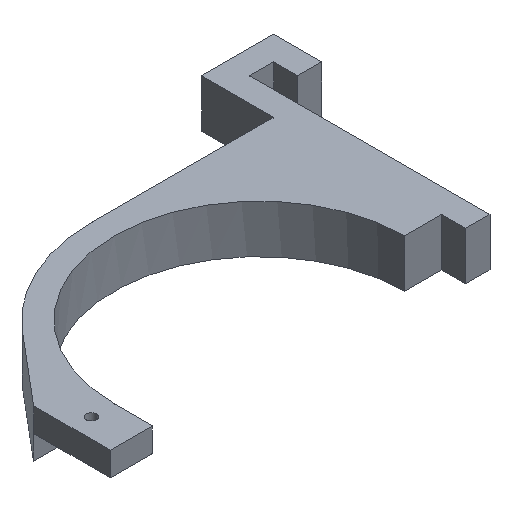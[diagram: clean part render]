
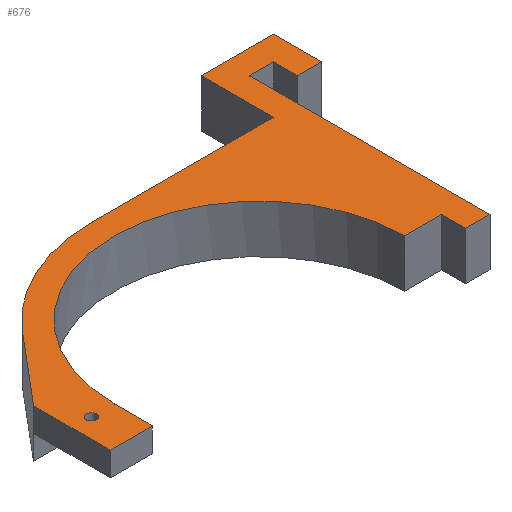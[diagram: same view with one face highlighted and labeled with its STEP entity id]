
A CAD part, isometric view. The second image highlights one B-rep face of the part: STEP entity #676.
In plain terms, the highlighted planar face has unit normal (0, 0, 1).
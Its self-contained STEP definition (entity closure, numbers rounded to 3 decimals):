
#171=CARTESIAN_POINT('',(-12.499,-25.,10.));
#172=DIRECTION('',(0.,0.,-1.));
#173=DIRECTION('',(-1.,0.,0.));
#174=AXIS2_PLACEMENT_3D('',#171,#172,#173);
#176=DIRECTION('',(0.,1.,0.));
#177=VECTOR('',#176,8.);
#178=CARTESIAN_POINT('',(-42.749,-33.,10.));
#179=LINE('',#178,#177);
#180=DIRECTION('',(1.,0.,0.));
#181=VECTOR('',#180,8.75);
#182=CARTESIAN_POINT('',(-51.499,-33.,10.));
#183=LINE('',#182,#181);
#184=DIRECTION('',(0.644,0.765,0.));
#185=VECTOR('',#184,18.974);
#186=CARTESIAN_POINT('',(-51.499,-17.,10.));
#187=LINE('',#186,#185);
#188=CARTESIAN_POINT('',(-12.499,-25.,10.));
#189=DIRECTION('',(0.,0.,1.));
#190=DIRECTION('',(0.009,1.,0.));
#191=AXIS2_PLACEMENT_3D('',#188,#189,#190);
#193=DIRECTION('',(-1.,0.,0.));
#194=VECTOR('',#193,37.7);
#195=CARTESIAN_POINT('',(25.501,9.999,10.));
#196=LINE('',#195,#194);
#197=DIRECTION('',(0.,-1.,0.));
#198=VECTOR('',#197,15.);
#199=CARTESIAN_POINT('',(25.501,24.999,10.));
#200=LINE('',#199,#198);
#201=DIRECTION('',(1.,0.,0.));
#202=VECTOR('',#201,15.);
#203=CARTESIAN_POINT('',(25.501,24.999,10.));
#204=LINE('',#203,#202);
#205=DIRECTION('',(0.,-1.,0.));
#206=VECTOR('',#205,10.);
#207=CARTESIAN_POINT('',(40.501,24.999,10.));
#208=LINE('',#207,#206);
#209=DIRECTION('',(-1.,0.,0.));
#210=VECTOR('',#209,5.);
#211=CARTESIAN_POINT('',(40.501,14.999,10.));
#212=LINE('',#211,#210);
#213=DIRECTION('',(0.,1.,0.));
#214=VECTOR('',#213,5.);
#215=CARTESIAN_POINT('',(35.501,14.999,10.));
#216=LINE('',#215,#214);
#217=DIRECTION('',(-1.,0.,0.));
#218=VECTOR('',#217,5.);
#219=CARTESIAN_POINT('',(35.501,19.999,10.));
#220=LINE('',#219,#218);
#221=DIRECTION('',(0.,-1.,0.));
#222=VECTOR('',#221,49.999);
#223=CARTESIAN_POINT('',(30.501,19.999,10.));
#224=LINE('',#223,#222);
#225=DIRECTION('',(-1.,0.,0.));
#226=VECTOR('',#225,5.);
#227=CARTESIAN_POINT('',(30.501,-30.,10.));
#228=LINE('',#227,#226);
#229=DIRECTION('',(0.,1.,0.));
#230=VECTOR('',#229,5.);
#231=CARTESIAN_POINT('',(25.501,-30.,10.));
#232=LINE('',#231,#230);
#233=DIRECTION('',(1.,0.,0.));
#234=VECTOR('',#233,7.75);
#235=CARTESIAN_POINT('',(17.751,-25.,10.));
#236=LINE('',#235,#234);
#237=CARTESIAN_POINT('',(-47.499,-25.,10.));
#238=DIRECTION('',(0.,0.,-1.));
#239=DIRECTION('',(-1.,0.,0.));
#240=AXIS2_PLACEMENT_3D('',#237,#238,#239);
#242=CARTESIAN_POINT('',(-47.499,-25.,10.));
#243=DIRECTION('',(0.,0.,-1.));
#244=DIRECTION('',(1.,0.,0.));
#245=AXIS2_PLACEMENT_3D('',#242,#243,#244);
#247=DIRECTION('',(0.,-1.,0.));
#248=VECTOR('',#247,16.);
#249=CARTESIAN_POINT('',(-51.499,-17.,10.));
#250=LINE('',#249,#248);
#265=CARTESIAN_POINT('',(25.501,24.999,10.));
#266=CARTESIAN_POINT('',(25.501,9.999,10.));
#267=VERTEX_POINT('',#265);
#268=VERTEX_POINT('',#266);
#269=CARTESIAN_POINT('',(-12.199,9.999,10.));
#270=VERTEX_POINT('',#269);
#272=CARTESIAN_POINT('',(17.751,-25.,10.));
#274=VERTEX_POINT('',#272);
#287=CARTESIAN_POINT('',(30.501,-30.,10.));
#288=CARTESIAN_POINT('',(25.501,-30.,10.));
#289=VERTEX_POINT('',#287);
#290=VERTEX_POINT('',#288);
#291=CARTESIAN_POINT('',(40.501,24.999,10.));
#292=CARTESIAN_POINT('',(40.501,14.999,10.));
#293=VERTEX_POINT('',#291);
#294=VERTEX_POINT('',#292);
#295=CARTESIAN_POINT('',(35.501,14.999,10.));
#296=VERTEX_POINT('',#295);
#297=CARTESIAN_POINT('',(35.501,19.999,10.));
#298=VERTEX_POINT('',#297);
#300=CARTESIAN_POINT('',(30.501,19.999,10.));
#302=VERTEX_POINT('',#300);
#304=CARTESIAN_POINT('',(25.501,-25.,10.));
#306=VERTEX_POINT('',#304);
#308=CARTESIAN_POINT('',(-39.289,-2.477,10.));
#310=VERTEX_POINT('',#308);
#311=CARTESIAN_POINT('',(-51.499,-17.,10.));
#312=VERTEX_POINT('',#311);
#313=CARTESIAN_POINT('',(-51.499,-33.,10.));
#314=CARTESIAN_POINT('',(-42.749,-33.,10.));
#315=VERTEX_POINT('',#313);
#316=VERTEX_POINT('',#314);
#321=CARTESIAN_POINT('',(-42.749,-25.,10.));
#322=VERTEX_POINT('',#321);
#333=CARTESIAN_POINT('',(-48.549,-25.,10.));
#334=CARTESIAN_POINT('',(-46.449,-25.,10.));
#335=VERTEX_POINT('',#333);
#336=VERTEX_POINT('',#334);
#645=CARTESIAN_POINT('',(0.,0.,10.));
#646=DIRECTION('',(0.,0.,1.));
#647=DIRECTION('',(1.,0.,0.));
#648=AXIS2_PLACEMENT_3D('',#645,#646,#647);
#649=PLANE('',#648);
#650=ORIENTED_EDGE('',*,*,#588,.F.);
#651=ORIENTED_EDGE('',*,*,#626,.F.);
#652=ORIENTED_EDGE('',*,*,#636,.F.);
#654=ORIENTED_EDGE('',*,*,#653,.F.);
#655=ORIENTED_EDGE('',*,*,#403,.T.);
#656=ORIENTED_EDGE('',*,*,#419,.F.);
#657=ORIENTED_EDGE('',*,*,#432,.F.);
#658=ORIENTED_EDGE('',*,*,#446,.F.);
#659=ORIENTED_EDGE('',*,*,#460,.T.);
#660=ORIENTED_EDGE('',*,*,#474,.T.);
#661=ORIENTED_EDGE('',*,*,#488,.T.);
#662=ORIENTED_EDGE('',*,*,#502,.T.);
#663=ORIENTED_EDGE('',*,*,#515,.T.);
#664=ORIENTED_EDGE('',*,*,#530,.T.);
#665=ORIENTED_EDGE('',*,*,#544,.T.);
#666=ORIENTED_EDGE('',*,*,#557,.T.);
#667=ORIENTED_EDGE('',*,*,#573,.F.);
#668=EDGE_LOOP('',(#650,#651,#652,#654,#655,#656,#657,#658,#659,#660,#661,#662,
#663,#664,#665,#666,#667));
#669=FACE_OUTER_BOUND('',#668,.F.);
#671=ORIENTED_EDGE('',*,*,#670,.F.);
#673=ORIENTED_EDGE('',*,*,#672,.F.);
#674=EDGE_LOOP('',(#671,#673));
#675=FACE_BOUND('',#674,.F.);
#676=ADVANCED_FACE('',(#669,#675),#649,.T.);
#175=CIRCLE('',#174,30.25);
#192=CIRCLE('',#191,35.);
#241=CIRCLE('',#240,1.05);
#246=CIRCLE('',#245,1.05);
#403=EDGE_CURVE('',#312,#310,#187,.T.);
#419=EDGE_CURVE('',#270,#310,#192,.T.);
#432=EDGE_CURVE('',#268,#270,#196,.T.);
#446=EDGE_CURVE('',#267,#268,#200,.T.);
#460=EDGE_CURVE('',#267,#293,#204,.T.);
#474=EDGE_CURVE('',#293,#294,#208,.T.);
#488=EDGE_CURVE('',#294,#296,#212,.T.);
#502=EDGE_CURVE('',#296,#298,#216,.T.);
#515=EDGE_CURVE('',#298,#302,#220,.T.);
#530=EDGE_CURVE('',#302,#289,#224,.T.);
#544=EDGE_CURVE('',#289,#290,#228,.T.);
#557=EDGE_CURVE('',#290,#306,#232,.T.);
#573=EDGE_CURVE('',#274,#306,#236,.T.);
#588=EDGE_CURVE('',#322,#274,#175,.T.);
#626=EDGE_CURVE('',#316,#322,#179,.T.);
#636=EDGE_CURVE('',#315,#316,#183,.T.);
#653=EDGE_CURVE('',#312,#315,#250,.T.);
#670=EDGE_CURVE('',#335,#336,#241,.T.);
#672=EDGE_CURVE('',#336,#335,#246,.T.);
